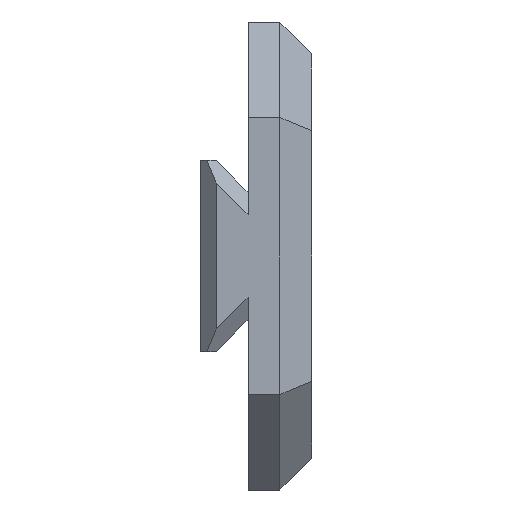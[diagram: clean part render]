
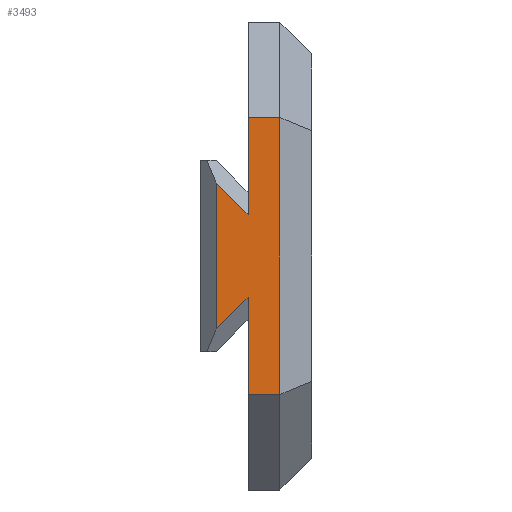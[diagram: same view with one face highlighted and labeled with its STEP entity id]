
A CAD part, left-side view. The second image highlights one B-rep face of the part: STEP entity #3493.
In plain terms, the highlighted planar face has unit normal (-1, 0, 0).
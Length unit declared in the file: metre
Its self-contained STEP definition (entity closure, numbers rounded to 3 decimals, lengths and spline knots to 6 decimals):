
#239=ORIENTED_EDGE('',*,*,#1293,.T.);
#240=ORIENTED_EDGE('',*,*,#1294,.T.);
#241=ORIENTED_EDGE('',*,*,#1295,.T.);
#242=ORIENTED_EDGE('',*,*,#1296,.T.);
#243=ORIENTED_EDGE('',*,*,#1291,.T.);
#244=ORIENTED_EDGE('',*,*,#1297,.T.);
#245=ORIENTED_EDGE('',*,*,#1298,.T.);
#246=ORIENTED_EDGE('',*,*,#1299,.T.);
#1291=EDGE_CURVE('',#1819,#1818,#2170,.T.);
#1293=EDGE_CURVE('',#1820,#1821,#2172,.T.);
#1294=EDGE_CURVE('',#1821,#1822,#2173,.T.);
#1295=EDGE_CURVE('',#1822,#1823,#2174,.T.);
#1296=EDGE_CURVE('',#1823,#1819,#2175,.T.);
#1297=EDGE_CURVE('',#1818,#1824,#2176,.T.);
#1298=EDGE_CURVE('',#1824,#1825,#2177,.T.);
#1299=EDGE_CURVE('',#1825,#1820,#2178,.T.);
#1818=VERTEX_POINT('',#4561);
#1819=VERTEX_POINT('',#4563);
#1820=VERTEX_POINT('',#4567);
#1821=VERTEX_POINT('',#4568);
#1822=VERTEX_POINT('',#4570);
#1823=VERTEX_POINT('',#4572);
#1824=VERTEX_POINT('',#4575);
#1825=VERTEX_POINT('',#4577);
#2170=LINE('',#4562,#2536);
#2172=LINE('',#4566,#2538);
#2173=LINE('',#4569,#2539);
#2174=LINE('',#4571,#2540);
#2175=LINE('',#4573,#2541);
#2176=LINE('',#4574,#2542);
#2177=LINE('',#4576,#2543);
#2178=LINE('',#4578,#2544);
#2536=VECTOR('',#3873,1.);
#2538=VECTOR('',#3877,1.);
#2539=VECTOR('',#3878,1.);
#2540=VECTOR('',#3879,1.);
#2541=VECTOR('',#3880,1.);
#2542=VECTOR('',#3881,1.);
#2543=VECTOR('',#3882,1.);
#2544=VECTOR('',#3883,1.);
#2897=EDGE_LOOP('',(#239,#240,#241,#242,#243,#244,#245,#246));
#3124=FACE_BOUND('',#2897,.T.);
#3351=PLANE('',#3706);
#3493=ADVANCED_FACE('',(#3124),#3351,.F.);
#3706=AXIS2_PLACEMENT_3D('',#4565,#3875,#3876);
#3873=DIRECTION('',(0.,0.,-1.));
#3875=DIRECTION('',(1.,0.,0.));
#3876=DIRECTION('',(0.,0.,-1.));
#3877=DIRECTION('',(0.,0.,-1.));
#3878=DIRECTION('',(0.,0.707,0.707));
#3879=DIRECTION('',(0.,0.,-1.));
#3880=DIRECTION('',(0.,-0.707,0.707));
#3881=DIRECTION('',(0.,-1.,0.));
#3882=DIRECTION('',(0.,0.,1.));
#3883=DIRECTION('',(0.,1.,0.));
#4561=CARTESIAN_POINT('',(-0.04,-0.042115,-0.0092));
#4562=CARTESIAN_POINT('',(-0.04,-0.042115,-0.00485));
#4563=CARTESIAN_POINT('',(-0.04,-0.042115,-0.006143));
#4565=CARTESIAN_POINT('',(-0.04,-0.044115,-0.00485));
#4566=CARTESIAN_POINT('',(-0.04,-0.042115,-0.00485));
#4567=CARTESIAN_POINT('',(-0.04,-0.042115,-0.0005));
#4568=CARTESIAN_POINT('',(-0.04,-0.042115,-0.003557));
#4569=CARTESIAN_POINT('',(-0.04,-0.043761,-0.005204));
#4570=CARTESIAN_POINT('',(-0.04,-0.041115,-0.002557));
#4571=CARTESIAN_POINT('',(-0.04,-0.041115,-0.00785));
#4572=CARTESIAN_POINT('',(-0.04,-0.041115,-0.007143));
#4573=CARTESIAN_POINT('',(-0.04,-0.043761,-0.004496));
#4574=CARTESIAN_POINT('',(-0.04,-0.044115,-0.0092));
#4575=CARTESIAN_POINT('',(-0.04,-0.043115,-0.0092));
#4576=CARTESIAN_POINT('',(-0.04,-0.043115,-0.0005));
#4577=CARTESIAN_POINT('',(-0.04,-0.043115,-0.0005));
#4578=CARTESIAN_POINT('',(-0.04,-0.042115,-0.0005));
